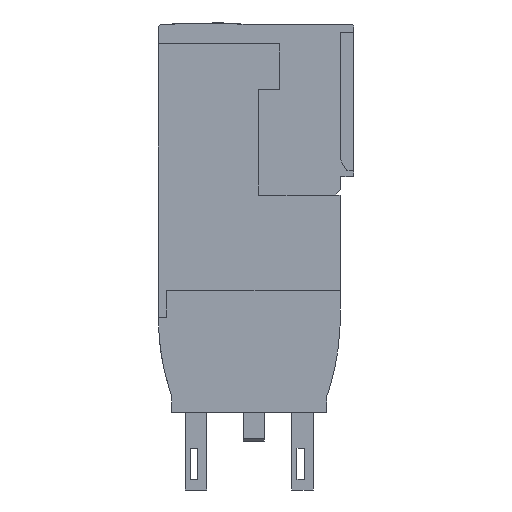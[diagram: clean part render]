
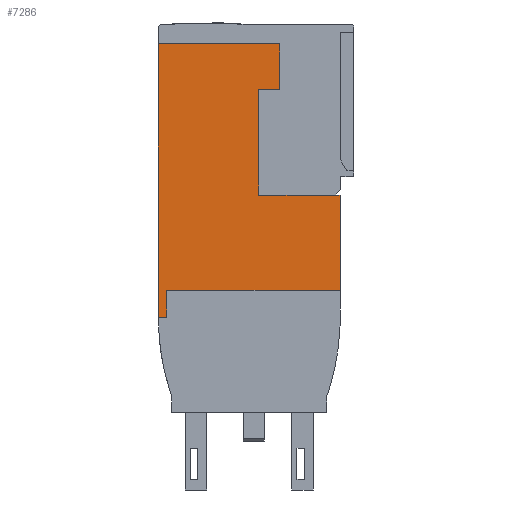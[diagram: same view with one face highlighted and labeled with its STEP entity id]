
A CAD part, left-side view. The second image highlights one B-rep face of the part: STEP entity #7286.
In plain terms, the highlighted planar face has unit normal (-1, 0, 0).
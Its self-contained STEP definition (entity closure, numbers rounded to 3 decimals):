
#7286=ADVANCED_FACE('',(#19205),#19206,.F.);
#7704=VERTEX_POINT('',#19660);
#7706=VERTEX_POINT('',#19662);
#7708=EDGE_CURVE('',#7704,#7706,#19664,.T.);
#7720=VERTEX_POINT('',#19676);
#7722=EDGE_CURVE('',#7706,#7720,#19678,.T.);
#7730=VERTEX_POINT('',#19686);
#7732=EDGE_CURVE('',#7720,#7730,#19688,.T.);
#8238=VERTEX_POINT('',#20194);
#8240=VERTEX_POINT('',#20196);
#8242=EDGE_CURVE('',#8238,#8240,#20198,.T.);
#8272=VERTEX_POINT('',#20228);
#8274=EDGE_CURVE('',#8272,#8238,#20230,.T.);
#8282=VERTEX_POINT('',#20238);
#8284=EDGE_CURVE('',#8272,#8282,#20240,.T.);
#8344=VERTEX_POINT('',#20300);
#8350=EDGE_CURVE('',#8344,#8240,#20306,.T.);
#10856=VERTEX_POINT('',#22812);
#10858=EDGE_CURVE('',#8282,#10856,#22814,.T.);
#10882=VERTEX_POINT('',#22838);
#10886=EDGE_CURVE('',#10882,#8344,#22842,.T.);
#15442=VERTEX_POINT('',#27398);
#15446=EDGE_CURVE('',#15442,#10882,#27402,.T.);
#15448=EDGE_CURVE('',#7730,#15442,#27404,.T.);
#15454=EDGE_CURVE('',#10856,#7704,#27410,.T.);
#19205=FACE_OUTER_BOUND('',#31204,.T.);
#19206=PLANE('',#31205);
#19660=CARTESIAN_POINT('',(0.01,2.55,37.9));
#19662=CARTESIAN_POINT('',(0.01,35.45,37.9));
#19664=LINE('',#31850,#31851);
#19676=CARTESIAN_POINT('',(0.01,35.45,32.8));
#19678=LINE('',#31872,#31873);
#19686=CARTESIAN_POINT('',(0.01,37.05,32.8));
#19688=LINE('',#31888,#31889);
#20194=CARTESIAN_POINT('',(0.01,18.0,76.0));
#20196=CARTESIAN_POINT('',(0.01,14.0,76.0));
#20198=LINE('',#32669,#32670);
#20228=CARTESIAN_POINT('',(0.01,18.0,56.0));
#20230=LINE('',#32716,#32717);
#20238=CARTESIAN_POINT('',(0.01,3.45,56.0));
#20240=LINE('',#32732,#32733);
#20300=CARTESIAN_POINT('',(0.01,14.0,84.7));
#20306=LINE('',#32833,#32834);
#22812=CARTESIAN_POINT('',(0.01,2.55,56.0));
#22814=LINE('',#36770,#36771);
#22838=CARTESIAN_POINT('',(0.01,37.04,84.7));
#22842=LINE('',#36816,#36817);
#27398=CARTESIAN_POINT('',(0.01,37.05,84.7));
#27402=LINE('',#43944,#43945);
#27404=LINE('',#43948,#43949);
#27410=LINE('',#43960,#43961);
#31204=EDGE_LOOP('',(#53890,#53891,#53892,#53893,#53894,#53895,#53896,#53897,#53898,#53899,#53900,#53901));
#31205=AXIS2_PLACEMENT_3D('',#53902,#53903,#53904);
#31850=CARTESIAN_POINT('',(0.01,35.45,37.9));
#31851=VECTOR('',#54399,1.0);
#31872=CARTESIAN_POINT('',(0.01,35.45,32.85));
#31873=VECTOR('',#54403,1.0);
#31888=CARTESIAN_POINT('',(0.01,35.55,32.8));
#31889=VECTOR('',#54406,1.0);
#32669=CARTESIAN_POINT('',(0.01,19.593,76.0));
#32670=VECTOR('',#54609,1.0);
#32716=CARTESIAN_POINT('',(0.01,18.0,57.48));
#32717=VECTOR('',#54624,1.0);
#32732=CARTESIAN_POINT('',(0.01,2.55,56.0));
#32733=VECTOR('',#54627,1.0);
#32833=CARTESIAN_POINT('',(0.01,14.0,56.0));
#32834=VECTOR('',#54647,1.0);
#36770=CARTESIAN_POINT('',(0.01,2.55,56.0));
#36771=VECTOR('',#55687,1.0);
#36816=CARTESIAN_POINT('',(0.01,14.0,84.7));
#36817=VECTOR('',#55696,1.0);
#43944=CARTESIAN_POINT('',(0.01,14.0,84.7));
#43945=VECTOR('',#57556,1.0);
#43948=CARTESIAN_POINT('',(0.01,37.05,32.85));
#43949=VECTOR('',#57557,1.0);
#43960=CARTESIAN_POINT('',(0.01,2.55,37.9));
#43961=VECTOR('',#57560,1.0);
#53890=ORIENTED_EDGE('',*,*,#8242,.T.);
#53891=ORIENTED_EDGE('',*,*,#8350,.F.);
#53892=ORIENTED_EDGE('',*,*,#10886,.F.);
#53893=ORIENTED_EDGE('',*,*,#15446,.F.);
#53894=ORIENTED_EDGE('',*,*,#15448,.F.);
#53895=ORIENTED_EDGE('',*,*,#7732,.F.);
#53896=ORIENTED_EDGE('',*,*,#7722,.F.);
#53897=ORIENTED_EDGE('',*,*,#7708,.F.);
#53898=ORIENTED_EDGE('',*,*,#15454,.F.);
#53899=ORIENTED_EDGE('',*,*,#10858,.F.);
#53900=ORIENTED_EDGE('',*,*,#8284,.F.);
#53901=ORIENTED_EDGE('',*,*,#8274,.T.);
#53902=CARTESIAN_POINT('',(0.01,21.187,58.96));
#53903=DIRECTION('',(1.0,0.0,0.0));
#53904=DIRECTION('',(0.0,0.0,-1.0));
#54399=DIRECTION('',(0.0,1.0,0.0));
#54403=DIRECTION('',(0.0,0.0,-1.0));
#54406=DIRECTION('',(0.0,1.0,0.0));
#54609=DIRECTION('',(0.0,-1.0,0.0));
#54624=DIRECTION('',(0.0,0.0,1.0));
#54627=DIRECTION('',(0.0,-1.0,0.0));
#54647=DIRECTION('',(0.0,0.0,-1.0));
#55687=DIRECTION('',(0.0,-1.0,0.0));
#55696=DIRECTION('',(0.0,-1.0,0.0));
#57556=DIRECTION('',(0.0,-1.0,0.0));
#57557=DIRECTION('',(0.0,0.0,1.0));
#57560=DIRECTION('',(0.0,0.0,-1.0));
